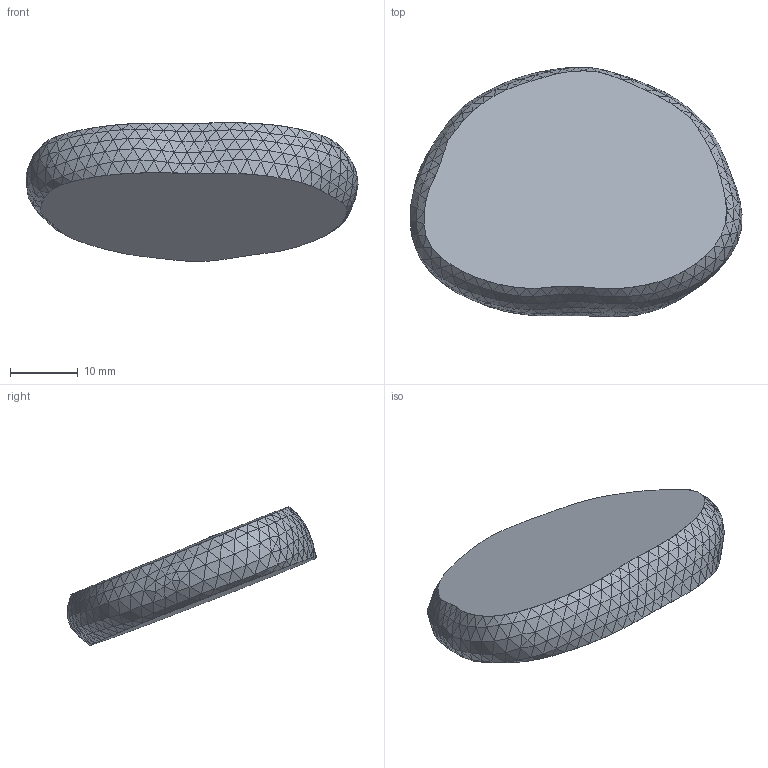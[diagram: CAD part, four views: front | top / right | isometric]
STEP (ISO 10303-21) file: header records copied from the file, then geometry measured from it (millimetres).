
FILE_DESCRIPTION(/* description */ (''),/* implementation_level */ '2;1');
FILE_NAME(/* name */ 'IVD4.step',/* time_stamp */ '2024-06-07T01:31:52-04:00',/* author */ (''),/* organization */ (''),/* preprocessor_version */ 'ST-DEVELOPER v20',/* originating_system */ 'Autodesk Translation Framework v13.14.0.145',/* authorisation */ '');
FILE_SCHEMA (('AUTOMOTIVE_DESIGN { 1 0 10303 214 3 1 1 }'));
Length unit declared in the file: millimetre
Products named in the file (1): Reduced Order Model_Simscape_A4
Bounding box: 48.89 x 36.75 x 20.45 mm (x, y, z)
Volume: 11385.4 mm3; surface area: 3723.8 mm2
Topology: 1 solids, 1 shells, 936 faces, 1726 edges, 793 vertices
Faces by surface type: plane 936
Entity records: 21199 total; most frequent: DIRECTION 3600, CARTESIAN_POINT 3456, ORIENTED_EDGE 3452, LINE 1726, VECTOR 1726, EDGE_CURVE 1726, EDGE_LOOP 937, AXIS2_PLACEMENT_3D 937
